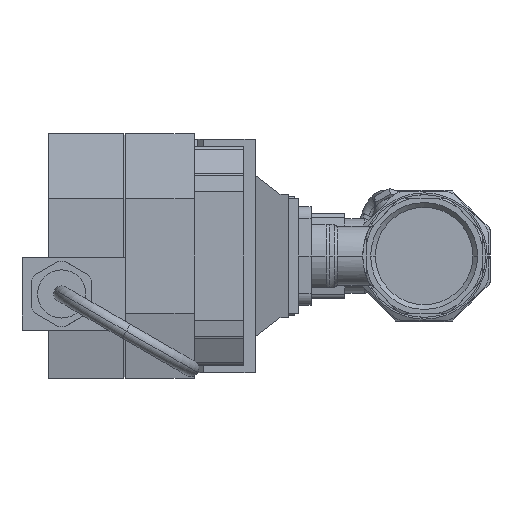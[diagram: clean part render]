
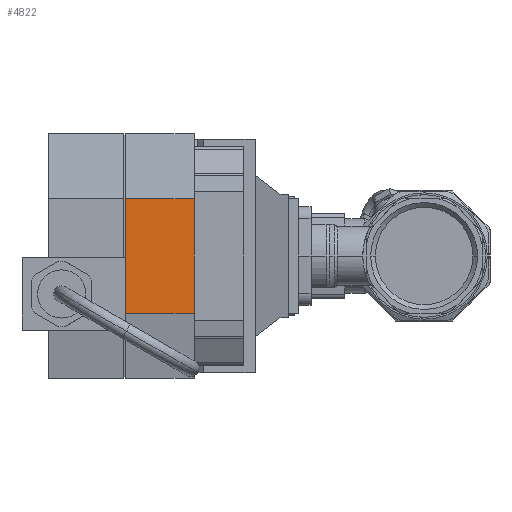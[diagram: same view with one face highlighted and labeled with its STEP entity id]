
A CAD part, left-side view. The second image highlights one B-rep face of the part: STEP entity #4822.
In plain terms, the highlighted planar face has unit normal (-1, 0, 0).
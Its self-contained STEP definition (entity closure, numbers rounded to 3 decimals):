
#4040 = EDGE_CURVE( '', #5988, #10798, #11635, .T. );
#4774 = EDGE_CURVE( '', #5350, #5032, #12448, .T. );
#4822 = ADVANCED_FACE( '', ( #12496 ), #12497, .T. );
#5032 = VERTEX_POINT( '', #12727 );
#5350 = VERTEX_POINT( '', #13077 );
#5988 = VERTEX_POINT( '', #13773 );
#7220 = EDGE_CURVE( '', #5032, #8582, #15128, .T. );
#8582 = VERTEX_POINT( '', #16634 );
#9230 = EDGE_CURVE( '', #5988, #5350, #17345, .T. );
#10798 = VERTEX_POINT( '', #19046 );
#11238 = EDGE_CURVE( '', #8582, #10798, #19530, .T. );
#11635 = LINE( '', #20053, #20054 );
#12448 = LINE( '', #21471, #21472 );
#12496 = FACE_OUTER_BOUND( '', #21538, .T. );
#12497 = PLANE( '', #21539 );
#12727 = CARTESIAN_POINT( '', ( -115.4, 120.2, 23. ) );
#13077 = CARTESIAN_POINT( '', ( -115.4, 92.5, 23. ) );
#13773 = CARTESIAN_POINT( '', ( -115.4, 92.5, -23. ) );
#15128 = LINE( '', #25580, #25581 );
#16634 = CARTESIAN_POINT( '', ( -115.4, 120.2, -0.78 ) );
#17345 = LINE( '', #29036, #29037 );
#19046 = CARTESIAN_POINT( '', ( -115.4, 120.2, -23. ) );
#19530 = LINE( '', #32617, #32618 );
#20053 = CARTESIAN_POINT( '', ( -115.4, 92.5, -23. ) );
#20054 = VECTOR( '', #33198, 1. );
#21471 = CARTESIAN_POINT( '', ( -115.4, 92.5, 23. ) );
#21472 = VECTOR( '', #34115, 1. );
#21538 = EDGE_LOOP( '', ( #34141, #34142, #34143, #34144, #34145 ) );
#21539 = AXIS2_PLACEMENT_3D( '', #34146, #34147, #34148 );
#25580 = CARTESIAN_POINT( '', ( -115.4, 120.2, 11.5 ) );
#25581 = VECTOR( '', #37134, 1. );
#29036 = CARTESIAN_POINT( '', ( -115.4, 92.5, -23. ) );
#29037 = VECTOR( '', #39667, 1. );
#32617 = CARTESIAN_POINT( '', ( -115.4, 120.2, 11.5 ) );
#32618 = VECTOR( '', #42147, 1. );
#33198 = DIRECTION( '', ( 0., 1., 0. ) );
#34115 = DIRECTION( '', ( 0., 1., 0. ) );
#34141 = ORIENTED_EDGE( '', *, *, #7220, .T. );
#34142 = ORIENTED_EDGE( '', *, *, #11238, .T. );
#34143 = ORIENTED_EDGE( '', *, *, #4040, .F. );
#34144 = ORIENTED_EDGE( '', *, *, #9230, .T. );
#34145 = ORIENTED_EDGE( '', *, *, #4774, .T. );
#34146 = CARTESIAN_POINT( '', ( -115.4, 92.5, 23. ) );
#34147 = DIRECTION( '', ( -1., 0., 0. ) );
#34148 = DIRECTION( '', ( 0., 0., 1. ) );
#37134 = DIRECTION( '', ( 0., 0., -1. ) );
#39667 = DIRECTION( '', ( 0., 0., 1. ) );
#42147 = DIRECTION( '', ( 0., 0., -1. ) );
